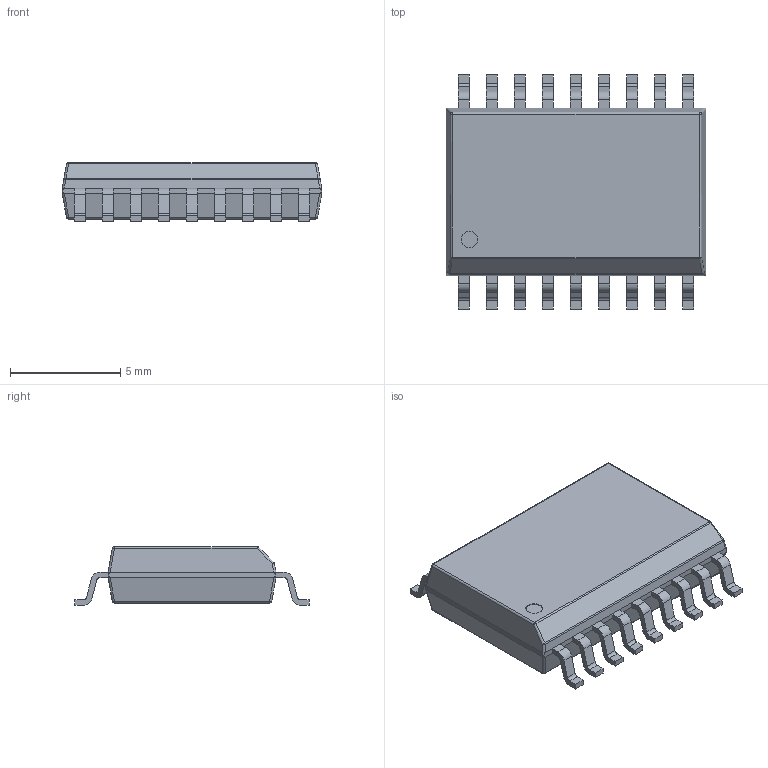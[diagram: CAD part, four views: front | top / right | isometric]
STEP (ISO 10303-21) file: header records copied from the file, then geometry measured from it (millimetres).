
FILE_DESCRIPTION(('STEP AP214'), '1');
FILE_NAME('MS-013AB', '2016-05-21T12:27:42', ('Nobody'), (''), 'ASCON STEP Converter 1.3', 'ASCON Math Kernel', '');
FILE_SCHEMA(('AUTOMOTIVE_DESIGN { 1 0 10303 214 3 1 1}'));
Length unit declared in the file: millimetre
Bounding box: 11.75 x 10.6 x 2.65 mm (x, y, z)
Volume: 222 mm3; surface area: 329.7 mm2
Topology: 19 solids, 19 shells, 298 faces, 833 edges, 582 vertices
Faces by surface type: plane 196, cylinder 92, bspline 8, sphere 2
Full cylindrical faces by diameter (mm): 0.75 x1
Entity records: 12061 total; most frequent: CARTESIAN_POINT 1835, DIRECTION 1548, ORIENTED_EDGE 1500, EDGE_CURVE 750, LINE 622, VECTOR 622, VERTEX_POINT 492, AXIS2_PLACEMENT_3D 463
